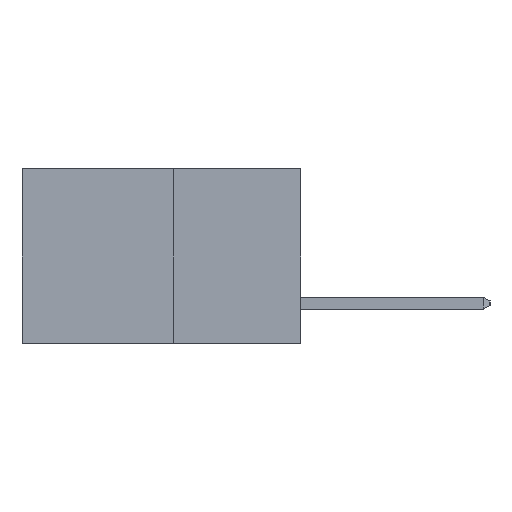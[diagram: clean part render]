
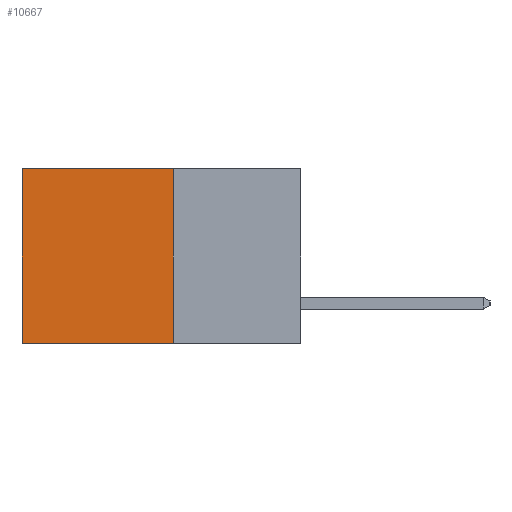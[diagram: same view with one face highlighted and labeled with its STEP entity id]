
A CAD part, left-side view. The second image highlights one B-rep face of the part: STEP entity #10667.
In plain terms, the highlighted planar face has unit normal (-1, 0, 0).
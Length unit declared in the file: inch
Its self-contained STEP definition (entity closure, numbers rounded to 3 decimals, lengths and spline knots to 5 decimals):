
#275 = EDGE_CURVE ( 'NONE', #2864, #3688, #2857, .T. ) ;
#294 = VECTOR ( 'NONE', #3650, 39.37008 ) ;
#363 = CARTESIAN_POINT ( 'NONE',  ( 0.277, 0.27, -0.37 ) ) ;
#779 = EDGE_LOOP ( 'NONE', ( #2046, #10367, #11105, #9898 ) ) ;
#794 = LINE ( 'NONE', #14241, #3644 ) ;
#1663 = DIRECTION ( 'NONE',  ( 1., 0., 0. ) ) ;
#2046 = ORIENTED_EDGE ( 'NONE', *, *, #12474, .T. ) ;
#2408 = FACE_OUTER_BOUND ( 'NONE', #779, .T. ) ;
#2462 = CARTESIAN_POINT ( 'NONE',  ( 0.277, 0.27, -0.37 ) ) ;
#2851 = VERTEX_POINT ( 'NONE', #3146 ) ;
#2857 = LINE ( 'NONE', #9225, #11280 ) ;
#2864 = VERTEX_POINT ( 'NONE', #10076 ) ;
#3146 = CARTESIAN_POINT ( 'NONE',  ( 0.277, 0.27, -0.37 ) ) ;
#3418 = DIRECTION ( 'NONE',  ( 0., 1., 0. ) ) ;
#3644 = VECTOR ( 'NONE', #10886, 39.37008 ) ;
#3650 = DIRECTION ( 'NONE',  ( 0., 1., 0. ) ) ;
#3688 = VERTEX_POINT ( 'NONE', #14263 ) ;
#8607 = PLANE ( 'NONE',  #10933 ) ;
#8610 = DIRECTION ( 'NONE',  ( 0., 0., -1. ) ) ;
#9225 = CARTESIAN_POINT ( 'NONE',  ( 0.277, 0.27, 0. ) ) ;
#9384 = VECTOR ( 'NONE', #8610, 39.37008 ) ;
#9485 = CARTESIAN_POINT ( 'NONE',  ( 0.277, 0.59, -0.37 ) ) ;
#9635 = LINE ( 'NONE', #2462, #294 ) ;
#9776 = DIRECTION ( 'NONE',  ( 0., 0., -1. ) ) ;
#9898 = ORIENTED_EDGE ( 'NONE', *, *, #275, .T. ) ;
#10076 = CARTESIAN_POINT ( 'NONE',  ( 0.277, 0.27, 0. ) ) ;
#10157 = EDGE_CURVE ( 'NONE', #2851, #14820, #9635, .T. ) ;
#10367 = ORIENTED_EDGE ( 'NONE', *, *, #10157, .F. ) ;
#10667 = ADVANCED_FACE ( 'NONE', ( #2408 ), #8607, .F. ) ;
#10886 = DIRECTION ( 'NONE',  ( 0., 0., -1. ) ) ;
#10933 = AXIS2_PLACEMENT_3D ( 'NONE', #363, #1663, #9776 ) ;
#11105 = ORIENTED_EDGE ( 'NONE', *, *, #12451, .F. ) ;
#11280 = VECTOR ( 'NONE', #3418, 39.37008 ) ;
#12422 = LINE ( 'NONE', #13187, #9384 ) ;
#12451 = EDGE_CURVE ( 'NONE', #2864, #2851, #794, .T. ) ;
#12474 = EDGE_CURVE ( 'NONE', #3688, #14820, #12422, .T. ) ;
#13187 = CARTESIAN_POINT ( 'NONE',  ( 0.277, 0.59, -0.37 ) ) ;
#14241 = CARTESIAN_POINT ( 'NONE',  ( 0.277, 0.27, -0.37 ) ) ;
#14263 = CARTESIAN_POINT ( 'NONE',  ( 0.277, 0.59, 0. ) ) ;
#14820 = VERTEX_POINT ( 'NONE', #9485 ) ;
